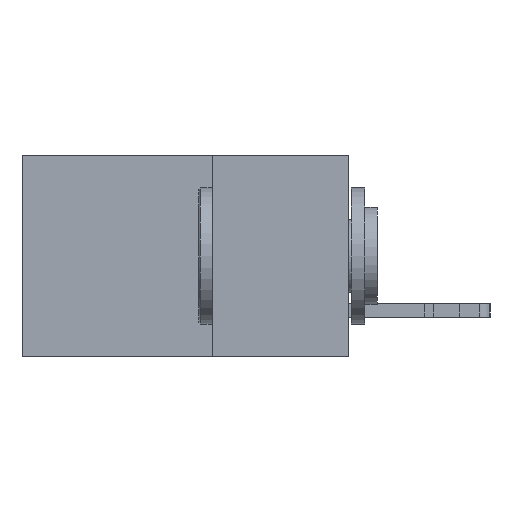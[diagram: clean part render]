
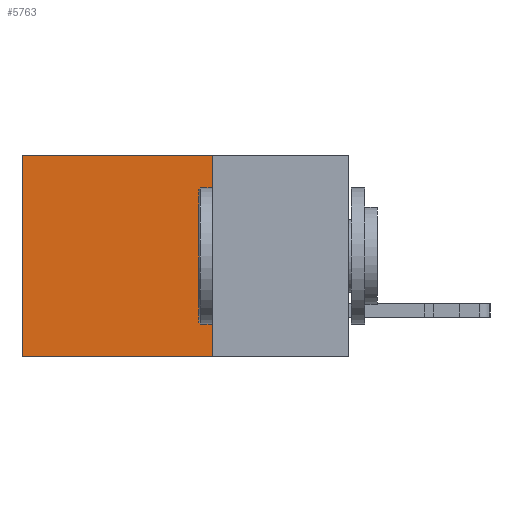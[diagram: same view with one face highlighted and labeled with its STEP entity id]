
A CAD part, left-side view. The second image highlights one B-rep face of the part: STEP entity #5763.
In plain terms, the highlighted planar face has unit normal (-1, 0, 0).
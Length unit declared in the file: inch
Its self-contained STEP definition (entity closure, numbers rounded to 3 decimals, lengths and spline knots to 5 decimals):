
#1621 = DIRECTION ( 'NONE',  ( 0., 0., -1. ) ) ;
#3094 = EDGE_CURVE ( 'NONE', #14690, #4752, #21577, .T. ) ;
#3229 = CARTESIAN_POINT ( 'NONE',  ( 0.2615, 0.25, -0.37 ) ) ;
#3691 = CARTESIAN_POINT ( 'NONE',  ( 0.2615, 0.25, -0.37 ) ) ;
#4426 = VERTEX_POINT ( 'NONE', #3229 ) ;
#4624 = ORIENTED_EDGE ( 'NONE', *, *, #15672, .T. ) ;
#4752 = VERTEX_POINT ( 'NONE', #12985 ) ;
#4794 = CARTESIAN_POINT ( 'NONE',  ( 0.2615, 0.6, -0.37 ) ) ;
#5763 = ADVANCED_FACE ( 'NONE', ( #18874 ), #16004, .F. ) ;
#6862 = DIRECTION ( 'NONE',  ( 0., 0., -1. ) ) ;
#7075 = LINE ( 'NONE', #18430, #22897 ) ;
#8293 = DIRECTION ( 'NONE',  ( 0., 1., 0. ) ) ;
#9845 = CARTESIAN_POINT ( 'NONE',  ( 0.2615, 0.25, -0.37 ) ) ;
#10577 = VECTOR ( 'NONE', #6862, 39.37008 ) ;
#10731 = ORIENTED_EDGE ( 'NONE', *, *, #15633, .F. ) ;
#11270 = VECTOR ( 'NONE', #8293, 39.37008 ) ;
#11655 = EDGE_LOOP ( 'NONE', ( #19302, #26320, #10731, #4624 ) ) ;
#11915 = LINE ( 'NONE', #12364, #11270 ) ;
#12364 = CARTESIAN_POINT ( 'NONE',  ( 0.2615, 0.25, 0. ) ) ;
#12985 = CARTESIAN_POINT ( 'NONE',  ( 0.2615, 0.6, -0.37 ) ) ;
#14030 = DIRECTION ( 'NONE',  ( 1., 0., 0. ) ) ;
#14690 = VERTEX_POINT ( 'NONE', #19284 ) ;
#15627 = CARTESIAN_POINT ( 'NONE',  ( 0.2615, 0.25, 0. ) ) ;
#15633 = EDGE_CURVE ( 'NONE', #22359, #4426, #7075, .T. ) ;
#15672 = EDGE_CURVE ( 'NONE', #22359, #14690, #11915, .T. ) ;
#16004 = PLANE ( 'NONE',  #17770 ) ;
#17770 = AXIS2_PLACEMENT_3D ( 'NONE', #9845, #14030, #1621 ) ;
#18133 = DIRECTION ( 'NONE',  ( 0., 1., 0. ) ) ;
#18430 = CARTESIAN_POINT ( 'NONE',  ( 0.2615, 0.25, -0.37 ) ) ;
#18874 = FACE_OUTER_BOUND ( 'NONE', #11655, .T. ) ;
#18965 = EDGE_CURVE ( 'NONE', #4426, #4752, #23032, .T. ) ;
#19284 = CARTESIAN_POINT ( 'NONE',  ( 0.2615, 0.6, 0. ) ) ;
#19302 = ORIENTED_EDGE ( 'NONE', *, *, #3094, .T. ) ;
#21126 = VECTOR ( 'NONE', #18133, 39.37008 ) ;
#21577 = LINE ( 'NONE', #4794, #10577 ) ;
#22359 = VERTEX_POINT ( 'NONE', #15627 ) ;
#22897 = VECTOR ( 'NONE', #26669, 39.37008 ) ;
#23032 = LINE ( 'NONE', #3691, #21126 ) ;
#26320 = ORIENTED_EDGE ( 'NONE', *, *, #18965, .F. ) ;
#26669 = DIRECTION ( 'NONE',  ( 0., 0., -1. ) ) ;
